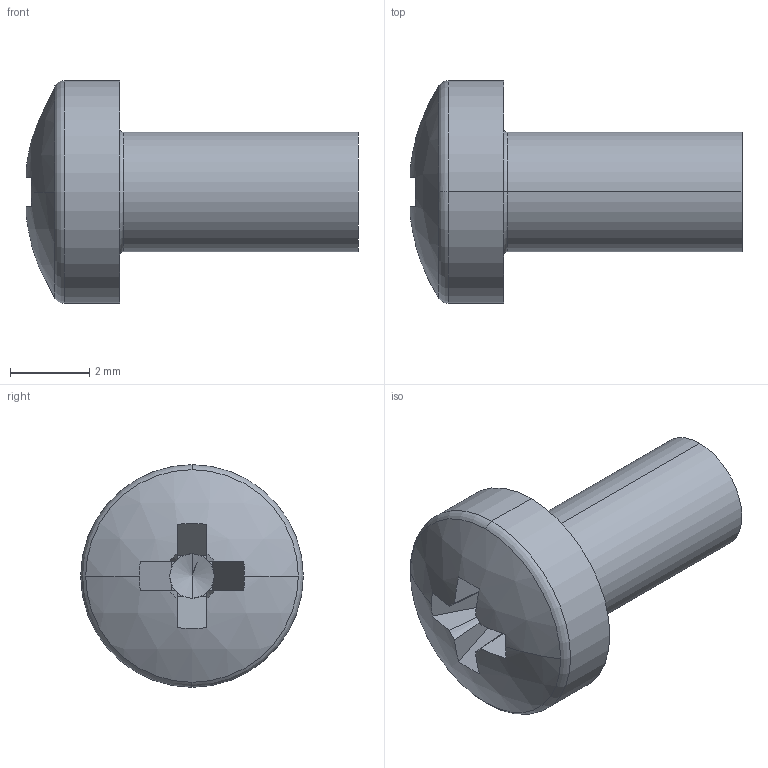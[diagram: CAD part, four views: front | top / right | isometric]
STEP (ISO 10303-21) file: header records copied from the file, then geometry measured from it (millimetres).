
FILE_DESCRIPTION (( 'STEP AP203' ), '1' );
FILE_NAME ('pan head cross recess screw_iso_ISO 7045 - M3 x 6 - Z - 6N_sldprt.STEP', '2023-11-21T15:05:45', ( '' ), ( '' ), 'SwSTEP 2.0', 'SolidWorks 2020', '' );
FILE_SCHEMA (( 'CONFIG_CONTROL_DESIGN' ));
Length unit declared in the file: millimetre
Products named in the file (1): pan head cross recess screw_iso_ISO 7045 - M3 x 6 - Z - 6N_sldprt
Bounding box: 8.35 x 5.6 x 5.6 mm (x, y, z)
Volume: 87.4 mm3; surface area: 144.3 mm2
Topology: 1 solids, 1 shells, 43 faces, 102 edges, 60 vertices
Faces by surface type: plane 22, cone 11, torus 4, cylinder 4, sphere 2
Entity records: 1315 total; most frequent: CARTESIAN_POINT 243, DIRECTION 231, ORIENTED_EDGE 200, AXIS2_PLACEMENT_3D 100, EDGE_CURVE 100, VERTEX_POINT 60, CIRCLE 56, EDGE_LOOP 44
